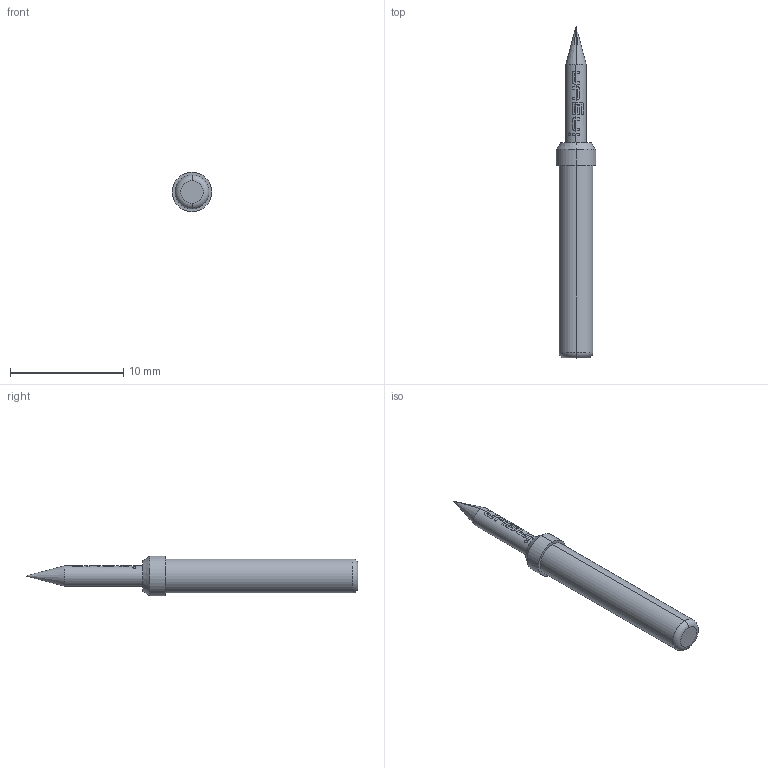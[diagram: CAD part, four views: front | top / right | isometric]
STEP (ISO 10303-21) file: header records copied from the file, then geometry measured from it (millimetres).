
FILE_DESCRIPTION (( 'STEP AP203' ), '1' );
FILE_NAME ('INGUN_GKS-103_201_180_A_xx02.STEP', '2021-12-14T13:55:32', ( 'ochi' ), ( '' ), 'SwSTEP 2.0', 'SolidWorks 2018', '' );
FILE_SCHEMA (( 'CONFIG_CONTROL_DESIGN' ));
Length unit declared in the file: millimetre
Products named in the file (1): INGUN_GKS-103_201_180_A_xx02
Bounding box: 3.5 x 29.3 x 3.5 mm (x, y, z)
Volume: 158.2 mm3; surface area: 242.5 mm2
Topology: 1 solids, 1 shells, 96 faces, 270 edges, 177 vertices
Faces by surface type: bspline 37, plane 28, cylinder 25, cone 4, torus 2
Entity records: 4327 total; most frequent: CARTESIAN_POINT 2317, ORIENTED_EDGE 536, EDGE_CURVE 268, B_SPLINE_CURVE_WITH_KNOTS 222, DIRECTION 184, VERTEX_POINT 177, EDGE_LOOP 99, ADVANCED_FACE 96
